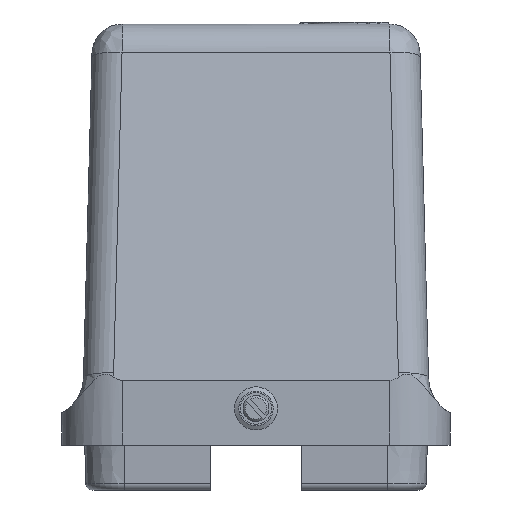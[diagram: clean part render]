
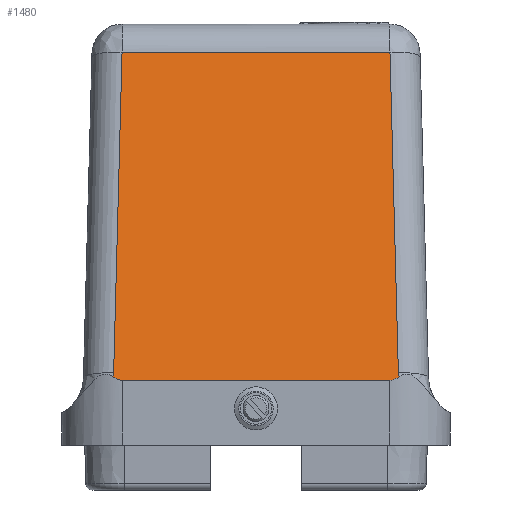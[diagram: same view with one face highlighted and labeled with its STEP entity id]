
A CAD part, left-side view. The second image highlights one B-rep face of the part: STEP entity #1480.
In plain terms, the highlighted planar face has unit normal (-0.982, 0, 0.191).
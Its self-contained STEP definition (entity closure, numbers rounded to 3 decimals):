
#1480=ADVANCED_FACE('',(#2053),#1849,.F.);
#1849=PLANE('',#11084);
#2053=FACE_OUTER_BOUND('',#2378,.T.);
#2378=EDGE_LOOP('',(#3240,#3241,#3242,#3243,#3244,#3245,#3246,#3247));
#2822=ELLIPSE('',#11080,73.372,14.);
#2823=ELLIPSE('',#11081,16.809,16.5);
#2824=ELLIPSE('',#11082,16.809,16.5);
#2825=ELLIPSE('',#11083,73.372,14.);
#3240=ORIENTED_EDGE('',*,*,#5632,.T.);
#3241=ORIENTED_EDGE('',*,*,#5633,.T.);
#3242=ORIENTED_EDGE('',*,*,#5634,.T.);
#3243=ORIENTED_EDGE('',*,*,#5635,.T.);
#3244=ORIENTED_EDGE('',*,*,#5636,.T.);
#3245=ORIENTED_EDGE('',*,*,#5637,.T.);
#3246=ORIENTED_EDGE('',*,*,#5638,.T.);
#3247=ORIENTED_EDGE('',*,*,#5639,.F.);
#4985=VERTEX_POINT('',#16246);
#4986=VERTEX_POINT('',#16247);
#4987=VERTEX_POINT('',#16249);
#4988=VERTEX_POINT('',#16251);
#4989=VERTEX_POINT('',#16253);
#4990=VERTEX_POINT('',#16255);
#4991=VERTEX_POINT('',#16257);
#4992=VERTEX_POINT('',#16259);
#5632=EDGE_CURVE('',#4985,#4986,#2822,.T.);
#5633=EDGE_CURVE('',#4986,#4987,#2823,.T.);
#5634=EDGE_CURVE('',#4987,#4988,#8489,.T.);
#5635=EDGE_CURVE('',#4988,#4989,#8490,.T.);
#5636=EDGE_CURVE('',#4989,#4990,#8491,.T.);
#5637=EDGE_CURVE('',#4990,#4991,#2824,.T.);
#5638=EDGE_CURVE('',#4991,#4992,#2825,.T.);
#5639=EDGE_CURVE('',#4985,#4992,#8492,.T.);
#8489=LINE('',#16250,#9206);
#8490=LINE('',#16252,#9207);
#8491=LINE('',#16254,#9208);
#8492=LINE('',#16260,#9209);
#9206=VECTOR('',#12180,1.);
#9207=VECTOR('',#12181,1.);
#9208=VECTOR('',#12182,1.);
#9209=VECTOR('',#12187,1.);
#11080=AXIS2_PLACEMENT_3D('',#16245,#12176,#12177);
#11081=AXIS2_PLACEMENT_3D('',#16248,#12178,#12179);
#11082=AXIS2_PLACEMENT_3D('',#16256,#12183,#12184);
#11083=AXIS2_PLACEMENT_3D('',#16258,#12185,#12186);
#11084=AXIS2_PLACEMENT_3D('',#16261,#12188,#12189);
#12176=DIRECTION('',(-0.982,0.,0.191));
#12177=DIRECTION('',(-0.191,0.,-0.982));
#12178=DIRECTION('',(0.982,0.,-0.191));
#12179=DIRECTION('',(-0.191,0.,-0.982));
#12180=DIRECTION('',(0.191,0.026,0.981));
#12181=DIRECTION('',(0.,1.,0.));
#12182=DIRECTION('',(-0.191,0.026,-0.981));
#12183=DIRECTION('',(0.982,0.,-0.191));
#12184=DIRECTION('',(-0.191,0.,-0.982));
#12185=DIRECTION('',(-0.982,0.,0.191));
#12186=DIRECTION('',(-0.191,0.,-0.982));
#12187=DIRECTION('',(0.,1.,0.));
#12188=DIRECTION('',(0.982,0.,-0.191));
#12189=DIRECTION('',(-0.191,0.,-0.982));
#16245=CARTESIAN_POINT('',(-52.,-31.,78.124));
#16246=CARTESIAN_POINT('',(-66.,-31.,6.1));
#16247=CARTESIAN_POINT('',(-65.848,-33.058,6.883));
#16248=CARTESIAN_POINT('',(-65.572,-49.497,8.304));
#16249=CARTESIAN_POINT('',(-65.656,-33.002,7.872));
#16250=CARTESIAN_POINT('',(-50.014,-30.895,88.342));
#16251=CARTESIAN_POINT('',(-51.203,-31.055,82.226));
#16252=CARTESIAN_POINT('',(-51.203,-45.1,82.226));
#16253=CARTESIAN_POINT('',(-51.203,31.055,82.226));
#16254=CARTESIAN_POINT('',(-49.572,30.836,90.616));
#16255=CARTESIAN_POINT('',(-65.656,33.002,7.872));
#16256=CARTESIAN_POINT('',(-65.572,49.497,8.304));
#16257=CARTESIAN_POINT('',(-65.848,33.058,6.883));
#16258=CARTESIAN_POINT('',(-52.,31.,78.124));
#16259=CARTESIAN_POINT('',(-66.,31.,6.1));
#16260=CARTESIAN_POINT('',(-66.,-45.1,6.1));
#16261=CARTESIAN_POINT('',(-49.944,-45.1,88.7));
